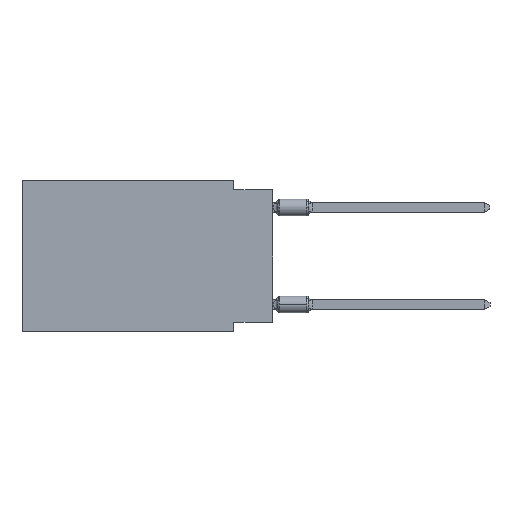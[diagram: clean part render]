
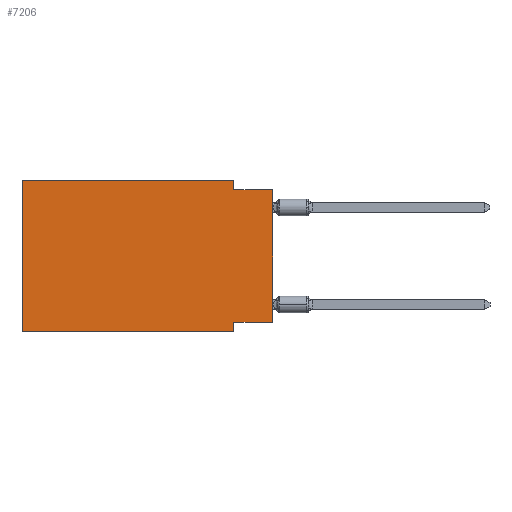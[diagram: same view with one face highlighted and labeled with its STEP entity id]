
A CAD part, left-side view. The second image highlights one B-rep face of the part: STEP entity #7206.
In plain terms, the highlighted planar face has unit normal (-1, 0, 0).
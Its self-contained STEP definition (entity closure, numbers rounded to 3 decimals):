
#391 = VECTOR ( 'NONE', #8261, 1000. ) ;
#653 = AXIS2_PLACEMENT_3D ( 'NONE', #7370, #6384, #2143 ) ;
#663 = DIRECTION ( 'NONE',  ( 0., -1., 0. ) ) ;
#709 = CARTESIAN_POINT ( 'NONE',  ( 0., 16.383, 0. ) ) ;
#731 = EDGE_CURVE ( 'NONE', #11555, #9429, #3718, .T. ) ;
#1023 = ORIENTED_EDGE ( 'NONE', *, *, #12368, .F. ) ;
#1123 = EDGE_CURVE ( 'NONE', #1932, #9899, #9782, .T. ) ;
#1362 = VECTOR ( 'NONE', #11602, 1000. ) ;
#1564 = VERTEX_POINT ( 'NONE', #7849 ) ;
#1751 = LINE ( 'NONE', #6796, #9170 ) ;
#1932 = VERTEX_POINT ( 'NONE', #12966 ) ;
#2143 = DIRECTION ( 'NONE',  ( 0., 0., -1. ) ) ;
#2451 = LINE ( 'NONE', #6495, #9038 ) ;
#2869 = CARTESIAN_POINT ( 'NONE',  ( 0., 0., -9.271 ) ) ;
#2990 = ORIENTED_EDGE ( 'NONE', *, *, #4171, .T. ) ;
#3107 = VECTOR ( 'NONE', #663, 1000. ) ;
#3138 = CARTESIAN_POINT ( 'NONE',  ( 0., 0., -0.635 ) ) ;
#3345 = ORIENTED_EDGE ( 'NONE', *, *, #8967, .F. ) ;
#3397 = PLANE ( 'NONE',  #653 ) ;
#3718 = LINE ( 'NONE', #2869, #6452 ) ;
#3876 = CARTESIAN_POINT ( 'NONE',  ( 0., 0., -9.271 ) ) ;
#4171 = EDGE_CURVE ( 'NONE', #11555, #5997, #8703, .T. ) ;
#4674 = CARTESIAN_POINT ( 'NONE',  ( 0., 2.54, -9.271 ) ) ;
#4884 = DIRECTION ( 'NONE',  ( 0., 0., -1. ) ) ;
#5001 = ORIENTED_EDGE ( 'NONE', *, *, #10468, .F. ) ;
#5218 = LINE ( 'NONE', #11435, #5522 ) ;
#5251 = LINE ( 'NONE', #5378, #391 ) ;
#5378 = CARTESIAN_POINT ( 'NONE',  ( 0., 2.54, -9.906 ) ) ;
#5522 = VECTOR ( 'NONE', #6441, 1000. ) ;
#5748 = DIRECTION ( 'NONE',  ( 0., -1., 0. ) ) ;
#5873 = DIRECTION ( 'NONE',  ( 0., 1., 0. ) ) ;
#5997 = VERTEX_POINT ( 'NONE', #3138 ) ;
#6352 = VERTEX_POINT ( 'NONE', #10177 ) ;
#6384 = DIRECTION ( 'NONE',  ( 1., 0., 0. ) ) ;
#6441 = DIRECTION ( 'NONE',  ( 0., 0., 1. ) ) ;
#6452 = VECTOR ( 'NONE', #5873, 1000. ) ;
#6495 = CARTESIAN_POINT ( 'NONE',  ( 0., 16.383, -9.906 ) ) ;
#6796 = CARTESIAN_POINT ( 'NONE',  ( 0., 16.383, 0. ) ) ;
#7206 = ADVANCED_FACE ( 'NONE', ( #11191 ), #3397, .F. ) ;
#7370 = CARTESIAN_POINT ( 'NONE',  ( 0., 16.383, 0. ) ) ;
#7823 = EDGE_CURVE ( 'NONE', #6352, #1564, #2451, .T. ) ;
#7849 = CARTESIAN_POINT ( 'NONE',  ( 0., 2.54, -9.906 ) ) ;
#8261 = DIRECTION ( 'NONE',  ( 0., 0., -1. ) ) ;
#8523 = DIRECTION ( 'NONE',  ( 0., -1., 0. ) ) ;
#8703 = LINE ( 'NONE', #12714, #1362 ) ;
#8853 = CARTESIAN_POINT ( 'NONE',  ( 0., 0., -0.635 ) ) ;
#8880 = ORIENTED_EDGE ( 'NONE', *, *, #7823, .T. ) ;
#8967 = EDGE_CURVE ( 'NONE', #6352, #11628, #5218, .T. ) ;
#9038 = VECTOR ( 'NONE', #8523, 1000. ) ;
#9170 = VECTOR ( 'NONE', #5748, 1000. ) ;
#9429 = VERTEX_POINT ( 'NONE', #4674 ) ;
#9782 = LINE ( 'NONE', #12809, #12601 ) ;
#9899 = VERTEX_POINT ( 'NONE', #10674 ) ;
#10177 = CARTESIAN_POINT ( 'NONE',  ( 0., 16.383, -9.906 ) ) ;
#10468 = EDGE_CURVE ( 'NONE', #11628, #1932, #1751, .T. ) ;
#10674 = CARTESIAN_POINT ( 'NONE',  ( 0., 2.54, -0.635 ) ) ;
#10882 = EDGE_CURVE ( 'NONE', #9429, #1564, #5251, .T. ) ;
#11191 = FACE_OUTER_BOUND ( 'NONE', #12388, .T. ) ;
#11209 = ORIENTED_EDGE ( 'NONE', *, *, #1123, .F. ) ;
#11435 = CARTESIAN_POINT ( 'NONE',  ( 0., 16.383, 0. ) ) ;
#11555 = VERTEX_POINT ( 'NONE', #3876 ) ;
#11602 = DIRECTION ( 'NONE',  ( 0., 0., 1. ) ) ;
#11628 = VERTEX_POINT ( 'NONE', #709 ) ;
#12368 = EDGE_CURVE ( 'NONE', #9899, #5997, #12588, .T. ) ;
#12388 = EDGE_LOOP ( 'NONE', ( #2990, #1023, #11209, #5001, #3345, #8880, #12819, #12561 ) ) ;
#12561 = ORIENTED_EDGE ( 'NONE', *, *, #731, .F. ) ;
#12588 = LINE ( 'NONE', #8853, #3107 ) ;
#12601 = VECTOR ( 'NONE', #4884, 1000. ) ;
#12714 = CARTESIAN_POINT ( 'NONE',  ( 0., 0., 0. ) ) ;
#12809 = CARTESIAN_POINT ( 'NONE',  ( 0., 2.54, 0. ) ) ;
#12819 = ORIENTED_EDGE ( 'NONE', *, *, #10882, .F. ) ;
#12966 = CARTESIAN_POINT ( 'NONE',  ( 0., 2.54, 0. ) ) ;
